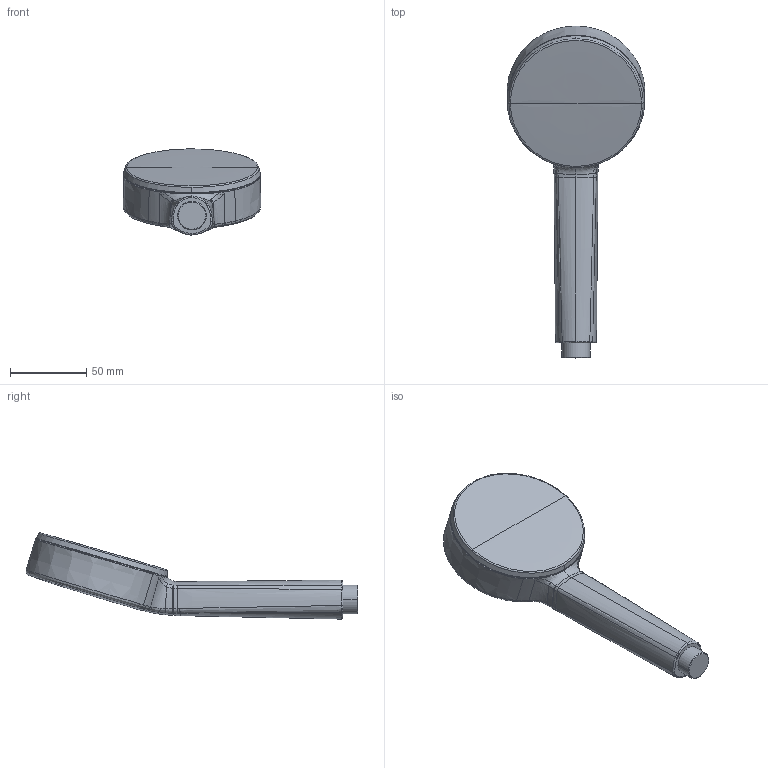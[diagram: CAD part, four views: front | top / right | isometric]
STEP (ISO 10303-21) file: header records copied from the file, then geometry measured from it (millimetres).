
FILE_DESCRIPTION (( 'STEP AP203' ), '1' );
FILE_NAME ('55610100(2022).STEP', '2022-10-20T10:31:48', ( '' ), ( '' ), 'SwSTEP 2.0', 'SolidWorks 2016', '' );
FILE_SCHEMA (( 'CONFIG_CONTROL_DESIGN' ));
Length unit declared in the file: millimetre
Products named in the file (1): 55610100(2022)
Bounding box: 90.16 x 217.51 x 56.48 mm (x, y, z)
Volume: 257951.5 mm3; surface area: 36412.7 mm2
Topology: 1 solids, 1 shells, 130 faces, 306 edges, 179 vertices
Faces by surface type: bspline 114, cylinder 8, cone 4, plane 4
Entity records: 13105 total; most frequent: CARTESIAN_POINT 10876, ORIENTED_EDGE 608, EDGE_CURVE 304, DIRECTION 205, B_SPLINE_CURVE_WITH_KNOTS 183, VERTEX_POINT 179, EDGE_LOOP 133, FACE_OUTER_BOUND 130
